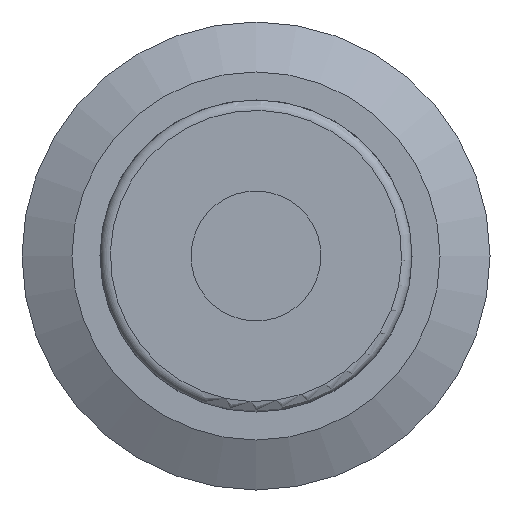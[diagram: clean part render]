
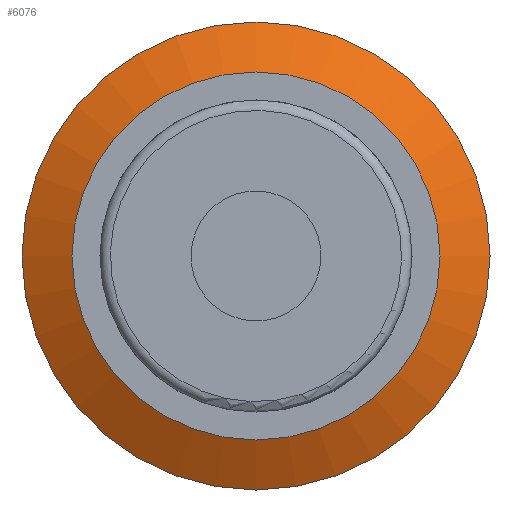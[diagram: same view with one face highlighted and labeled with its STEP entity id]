
A CAD part, left-side view. The second image highlights one B-rep face of the part: STEP entity #6076.
In plain terms, the highlighted conical face has half-angle 62.5 degrees and reference radius 8.04 mm.
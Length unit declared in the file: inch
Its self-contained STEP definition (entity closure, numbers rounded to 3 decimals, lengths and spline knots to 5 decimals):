
#25=CONICAL_SURFACE('',#6440,0.31652,1.091);
#860=LINE('',#10524,#1495);
#1495=VECTOR('',#7757,0.31652);
#1898=FACE_OUTER_BOUND('',#2273,.T.);
#2273=EDGE_LOOP('',(#5498,#5499,#5500,#5501,#5502));
#2370=CIRCLE('',#6441,0.2787);
#2371=CIRCLE('',#6442,0.35433);
#2372=CIRCLE('',#6443,0.35433);
#2940=VERTEX_POINT('',#10521);
#2941=VERTEX_POINT('',#10523);
#2942=VERTEX_POINT('',#10525);
#3796=EDGE_CURVE('',#2940,#2940,#2370,.T.);
#3797=EDGE_CURVE('',#2940,#2941,#860,.T.);
#3798=EDGE_CURVE('',#2942,#2941,#2371,.T.);
#3799=EDGE_CURVE('',#2941,#2942,#2372,.T.);
#5498=ORIENTED_EDGE('',*,*,#3796,.F.);
#5499=ORIENTED_EDGE('',*,*,#3797,.T.);
#5500=ORIENTED_EDGE('',*,*,#3798,.F.);
#5501=ORIENTED_EDGE('',*,*,#3799,.F.);
#5502=ORIENTED_EDGE('',*,*,#3797,.F.);
#6076=ADVANCED_FACE('',(#1898),#25,.T.);
#6440=AXIS2_PLACEMENT_3D('',#10520,#7753,#7754);
#6441=AXIS2_PLACEMENT_3D('',#10522,#7755,#7756);
#6442=AXIS2_PLACEMENT_3D('',#10526,#7758,#7759);
#6443=AXIS2_PLACEMENT_3D('',#10527,#7760,#7761);
#7753=DIRECTION('center_axis',(1.,0.,0.));
#7754=DIRECTION('ref_axis',(0.,0.,1.));
#7755=DIRECTION('center_axis',(-1.,0.,0.));
#7756=DIRECTION('ref_axis',(0.,0.,1.));
#7757=DIRECTION('',(0.462,0.,-0.887));
#7758=DIRECTION('center_axis',(1.,0.,0.));
#7759=DIRECTION('ref_axis',(0.,-1.,0.));
#7760=DIRECTION('center_axis',(1.,0.,0.));
#7761=DIRECTION('ref_axis',(0.,-1.,0.));
#10520=CARTESIAN_POINT('Origin',(-0.03937,0.,0.));
#10521=CARTESIAN_POINT('',(-0.05906,0.,-0.2787));
#10522=CARTESIAN_POINT('Origin',(-0.05906,0.,0.));
#10523=CARTESIAN_POINT('',(-0.01969,0.,-0.35433));
#10524=CARTESIAN_POINT('',(-0.03937,0.,-0.31652));
#10525=CARTESIAN_POINT('',(-0.01969,0.35433,0.));
#10526=CARTESIAN_POINT('Origin',(-0.01969,0.,0.));
#10527=CARTESIAN_POINT('Origin',(-0.01969,0.,0.));
